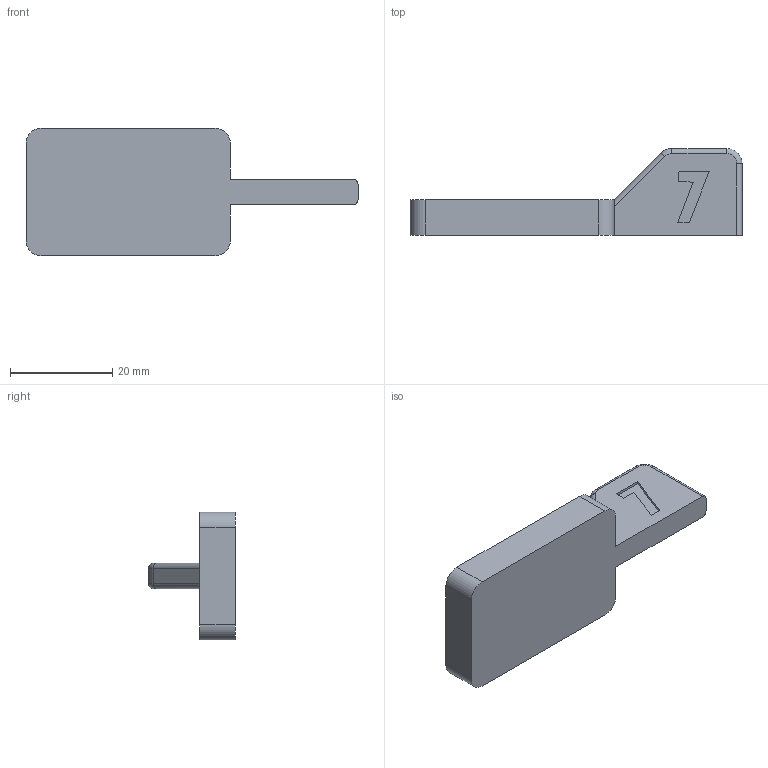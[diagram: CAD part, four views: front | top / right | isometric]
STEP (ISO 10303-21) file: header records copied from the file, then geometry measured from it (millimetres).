
FILE_DESCRIPTION(/* description */ (''),/* implementation_level */ '2;1');
FILE_NAME(/* name */ 'Height Gage.step',/* time_stamp */ '2021-12-11T12:30:14-06:00',/* author */ (''),/* organization */ (''),/* preprocessor_version */ 'ST-DEVELOPER v18.1',/* originating_system */ 'Autodesk Translation Framework v10.10.0.1391',/* authorisation */ '');
FILE_SCHEMA (('AUTOMOTIVE_DESIGN { 1 0 10303 214 3 1 1 }'));
Length unit declared in the file: millimetre
Products named in the file (1): Height Gage
Bounding box: 65 x 17 x 25 mm (x, y, z)
Volume: 8776.4 mm3; surface area: 3895.5 mm2
Topology: 1 solids, 1 shells, 35 faces, 86 edges, 54 vertices
Faces by surface type: plane 19, cylinder 12, torus 4
Entity records: 1061 total; most frequent: DIRECTION 186, CARTESIAN_POINT 176, ORIENTED_EDGE 172, EDGE_CURVE 86, AXIS2_PLACEMENT_3D 64, LINE 58, VECTOR 58, VERTEX_POINT 54
